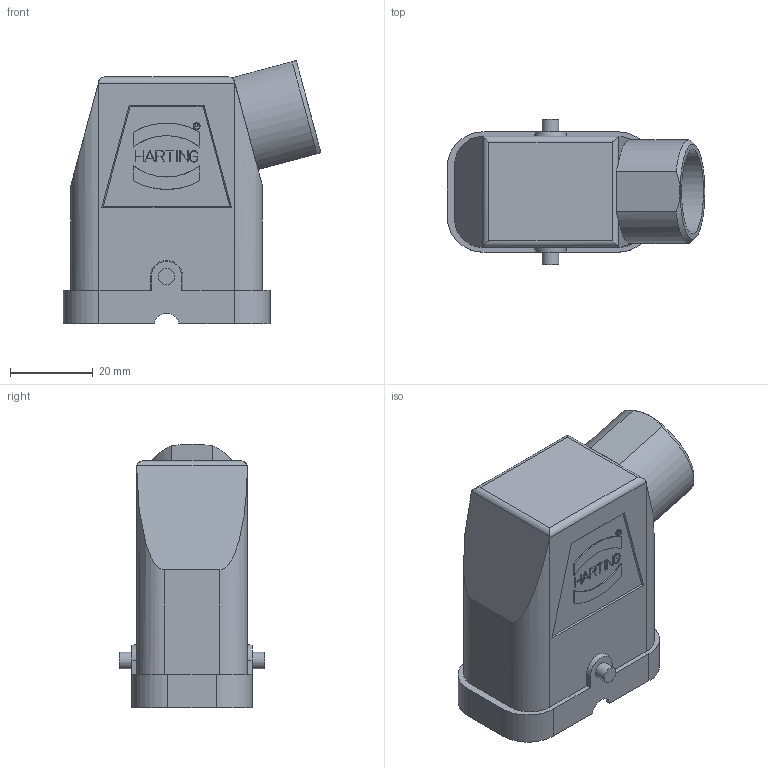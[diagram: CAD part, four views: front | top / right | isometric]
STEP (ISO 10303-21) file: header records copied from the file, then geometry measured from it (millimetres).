
FILE_DESCRIPTION(/* description */ (''),/* implementation_level */ '2;1');
FILE_NAME(/* name */ '100198703ugm000_b.stp',/* time_stamp */ '2019-10-28T14:23:00+01:00',/* author */ (''),/* organization */ (''),/* preprocessor_version */ 'ST-DEVELOPER v16.7',/* originating_system */ 'SIEMENS PLM Software NX 12.0',/* authorisation */ '');
FILE_SCHEMA (('AUTOMOTIVE_DESIGN { 1 0 10303 214 3 1 1 1 }'));
Length unit declared in the file: millimetre
Products named in the file (1): 100198703ugm000_b
Bounding box: 62.16 x 35 x 63.49 mm (x, y, z)
Volume: 26329.9 mm3; surface area: 23584 mm2
Topology: 1 solids, 1 shells, 262 faces, 709 edges, 476 vertices
Faces by surface type: plane 193, cylinder 62, cone 7
Full cylindrical faces by diameter (mm): 1.52 x1, 1.68 x1, 3.2 x4, 4 x2, 15.9 x1, 17.5 x1, 18 x1, 20.4 x1
Entity records: 10137 total; most frequent: CARTESIAN_POINT 1713, ORIENTED_EDGE 1380, DIRECTION 1289, EDGE_CURVE 690, LINE 493, VECTOR 493, VERTEX_POINT 468, AXIS2_PLACEMENT_3D 398
